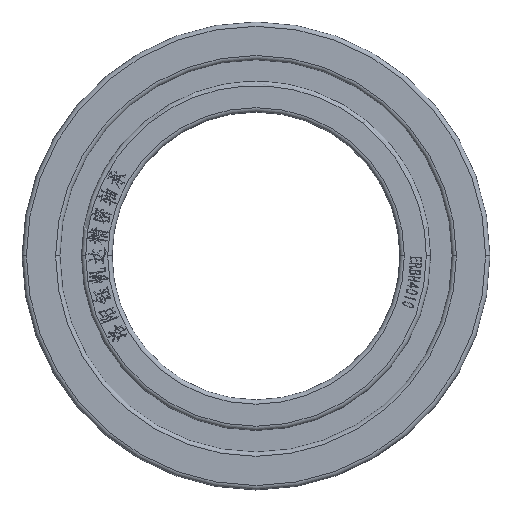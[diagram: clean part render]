
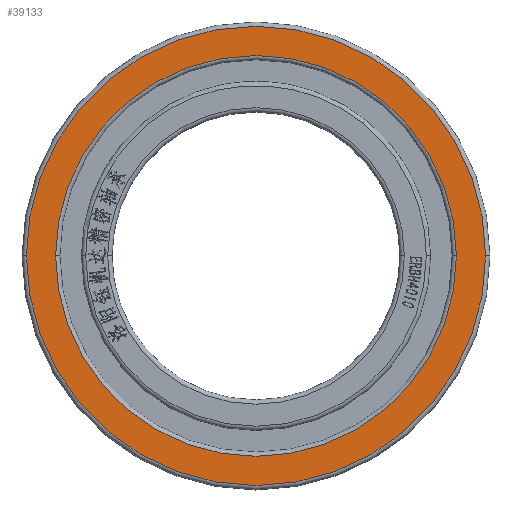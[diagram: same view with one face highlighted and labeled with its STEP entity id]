
A CAD part, top view. The second image highlights one B-rep face of the part: STEP entity #39133.
In plain terms, the highlighted planar face has unit normal (0, 0, 1).
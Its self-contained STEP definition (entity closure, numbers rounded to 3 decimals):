
#3549 = ORIENTED_EDGE ( 'NONE', *, *, #23936, .T. ) ;
#3946 = VERTEX_POINT ( 'NONE', #15464 ) ;
#3968 = DIRECTION ( 'NONE',  ( 1., 0., 0. ) ) ;
#4021 = VERTEX_POINT ( 'NONE', #52609 ) ;
#5459 = DIRECTION ( 'NONE',  ( 1., 0., 0. ) ) ;
#7897 = EDGE_CURVE ( 'NONE', #3946, #4021, #19136, .T. ) ;
#10593 = DIRECTION ( 'NONE',  ( 1., 0., 0. ) ) ;
#15464 = CARTESIAN_POINT ( 'NONE',  ( 31.9, 0., 5. ) ) ;
#16572 = ORIENTED_EDGE ( 'NONE', *, *, #7897, .T. ) ;
#19136 = CIRCLE ( 'NONE', #48988, 31.9 ) ;
#19261 = CARTESIAN_POINT ( 'NONE',  ( 0., 0., 5. ) ) ;
#19621 = VERTEX_POINT ( 'NONE', #40519 ) ;
#19837 = FACE_BOUND ( 'NONE', #34503, .T. ) ;
#20354 = CARTESIAN_POINT ( 'NONE',  ( 0., 0., 5. ) ) ;
#21063 = CIRCLE ( 'NONE', #48400, 27.842 ) ;
#23936 = EDGE_CURVE ( 'NONE', #4021, #3946, #32124, .T. ) ;
#24805 = CARTESIAN_POINT ( 'NONE',  ( 0., 0., 5. ) ) ;
#28304 = CIRCLE ( 'NONE', #35170, 27.842 ) ;
#28558 = EDGE_CURVE ( 'NONE', #40503, #19621, #21063, .T. ) ;
#28795 = EDGE_LOOP ( 'NONE', ( #16572, #3549 ) ) ;
#31555 = DIRECTION ( 'NONE',  ( 0., 0., 1. ) ) ;
#31705 = AXIS2_PLACEMENT_3D ( 'NONE', #20354, #41204, #52450 ) ;
#32124 = CIRCLE ( 'NONE', #38071, 31.9 ) ;
#34503 = EDGE_LOOP ( 'NONE', ( #41912, #50499 ) ) ;
#34640 = DIRECTION ( 'NONE',  ( 0., 0., -1. ) ) ;
#35170 = AXIS2_PLACEMENT_3D ( 'NONE', #51240, #47235, #10593 ) ;
#35905 = FACE_OUTER_BOUND ( 'NONE', #28795, .T. ) ;
#36371 = CARTESIAN_POINT ( 'NONE',  ( -27.842, 0., 5. ) ) ;
#36529 = EDGE_CURVE ( 'NONE', #19621, #40503, #28304, .T. ) ;
#37102 = DIRECTION ( 'NONE',  ( 0., 0., 1. ) ) ;
#38071 = AXIS2_PLACEMENT_3D ( 'NONE', #24805, #37102, #41113 ) ;
#38373 = CARTESIAN_POINT ( 'NONE',  ( 0., 0., 5. ) ) ;
#39133 = ADVANCED_FACE ( 'NONE', ( #19837, #35905 ), #49222, .T. ) ;
#40503 = VERTEX_POINT ( 'NONE', #36371 ) ;
#40519 = CARTESIAN_POINT ( 'NONE',  ( 27.842, 0., 5. ) ) ;
#41113 = DIRECTION ( 'NONE',  ( 1., 0., 0. ) ) ;
#41204 = DIRECTION ( 'NONE',  ( 0., 0., 1. ) ) ;
#41912 = ORIENTED_EDGE ( 'NONE', *, *, #36529, .T. ) ;
#47235 = DIRECTION ( 'NONE',  ( 0., 0., -1. ) ) ;
#48400 = AXIS2_PLACEMENT_3D ( 'NONE', #38373, #34640, #5459 ) ;
#48988 = AXIS2_PLACEMENT_3D ( 'NONE', #19261, #31555, #3968 ) ;
#49222 = PLANE ( 'NONE',  #31705 ) ;
#50499 = ORIENTED_EDGE ( 'NONE', *, *, #28558, .T. ) ;
#51240 = CARTESIAN_POINT ( 'NONE',  ( 0., 0., 5. ) ) ;
#52450 = DIRECTION ( 'NONE',  ( 1., 0., 0. ) ) ;
#52609 = CARTESIAN_POINT ( 'NONE',  ( -31.9, 0., 5. ) ) ;
